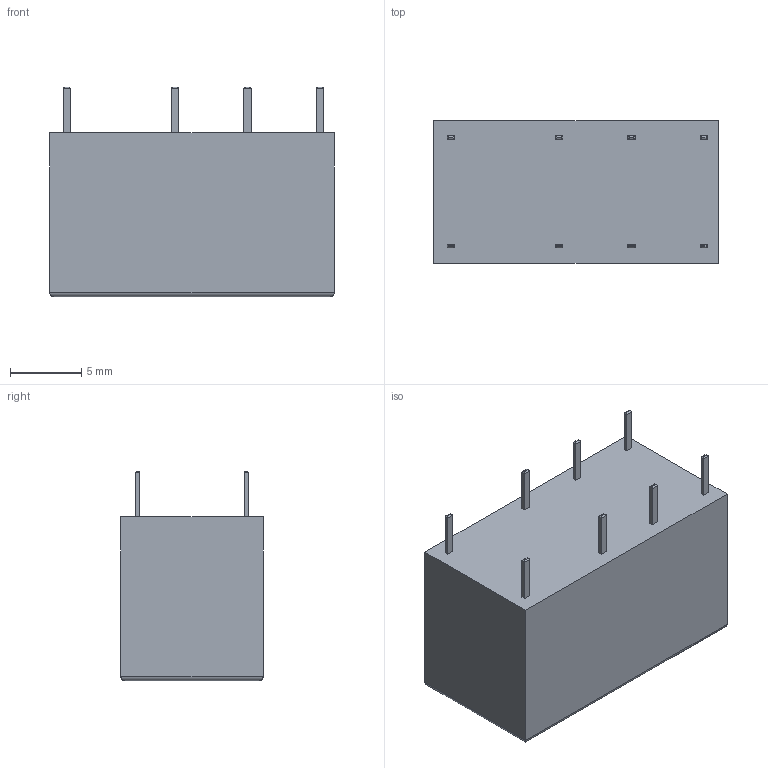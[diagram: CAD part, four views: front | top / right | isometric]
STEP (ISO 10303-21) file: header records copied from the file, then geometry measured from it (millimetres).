
FILE_DESCRIPTION(('FreeCAD Model'),'2;1');
FILE_NAME('ML.stp','2021-04-22T14:07:05',( 'Engenharia Metaltex'),('Metaltex'), 'Open CASCADE STEP processor 7.3','FreeCAD','Unknown');
FILE_SCHEMA(('AUTOMOTIVE_DESIGN { 1 0 10303 214 1 1 1 1 }'));
Length unit declared in the file: millimetre
Products named in the file (1): ML
Bounding box: 20 x 10 x 14.7 mm (x, y, z)
Volume: 2302 mm3; surface area: 1120.1 mm2
Topology: 1 solids, 1 shells, 82 faces, 180 edges, 108 vertices
Faces by surface type: plane 46, cylinder 36
Entity records: 4985 total; most frequent: CARTESIAN_POINT 1307, DIRECTION 670, LINE 432, VECTOR 432, ORIENTED_EDGE 360, PCURVE 360, DEFINITIONAL_REPRESENTATION 360, EDGE_CURVE 180
